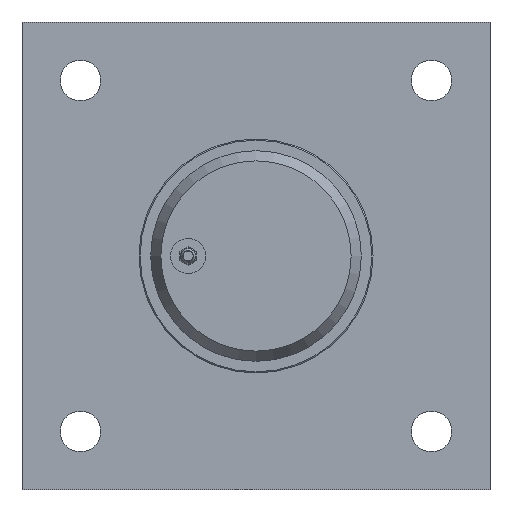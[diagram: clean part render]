
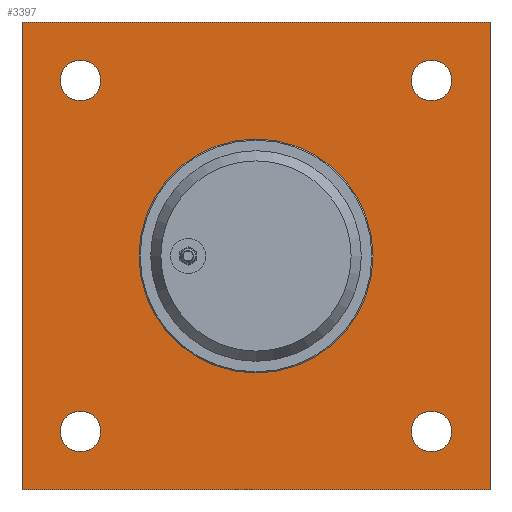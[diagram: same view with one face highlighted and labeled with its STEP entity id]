
A CAD part, left-side view. The second image highlights one B-rep face of the part: STEP entity #3397.
In plain terms, the highlighted planar face has unit normal (-1, 0, 0).
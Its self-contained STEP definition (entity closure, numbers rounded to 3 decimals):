
#63=FACE_BOUND('',#455,.T.);
#64=FACE_BOUND('',#456,.T.);
#65=FACE_BOUND('',#457,.T.);
#66=FACE_BOUND('',#458,.T.);
#67=FACE_BOUND('',#459,.T.);
#120=PLANE('',#3650);
#267=FACE_OUTER_BOUND('',#454,.T.);
#454=EDGE_LOOP('',(#2346,#2347,#2348,#2349));
#455=EDGE_LOOP('',(#2350));
#456=EDGE_LOOP('',(#2351));
#457=EDGE_LOOP('',(#2352));
#458=EDGE_LOOP('',(#2353));
#459=EDGE_LOOP('',(#2354));
#675=LINE('',#5435,#869);
#678=LINE('',#5440,#872);
#680=LINE('',#5444,#874);
#681=LINE('',#5446,#875);
#869=VECTOR('',#4197,10.);
#872=VECTOR('',#4202,10.);
#874=VECTOR('',#4206,10.);
#875=VECTOR('',#4209,10.);
#1082=CIRCLE('',#3627,50.);
#1092=CIRCLE('',#3639,8.647);
#1093=CIRCLE('',#3641,8.647);
#1094=CIRCLE('',#3643,8.647);
#1095=CIRCLE('',#3645,8.647);
#1357=VERTEX_POINT('',#5385);
#1371=VERTEX_POINT('',#5416);
#1372=VERTEX_POINT('',#5420);
#1373=VERTEX_POINT('',#5424);
#1374=VERTEX_POINT('',#5428);
#1375=VERTEX_POINT('',#5432);
#1376=VERTEX_POINT('',#5434);
#1377=VERTEX_POINT('',#5438);
#1378=VERTEX_POINT('',#5442);
#1733=EDGE_CURVE('',#1357,#1357,#1082,.T.);
#1748=EDGE_CURVE('',#1371,#1371,#1092,.T.);
#1750=EDGE_CURVE('',#1372,#1372,#1093,.T.);
#1752=EDGE_CURVE('',#1373,#1373,#1094,.T.);
#1754=EDGE_CURVE('',#1374,#1374,#1095,.T.);
#1756=EDGE_CURVE('',#1375,#1376,#675,.T.);
#1759=EDGE_CURVE('',#1377,#1375,#678,.T.);
#1761=EDGE_CURVE('',#1378,#1377,#680,.T.);
#1762=EDGE_CURVE('',#1376,#1378,#681,.T.);
#2346=ORIENTED_EDGE('',*,*,#1762,.F.);
#2347=ORIENTED_EDGE('',*,*,#1756,.F.);
#2348=ORIENTED_EDGE('',*,*,#1759,.F.);
#2349=ORIENTED_EDGE('',*,*,#1761,.F.);
#2350=ORIENTED_EDGE('',*,*,#1733,.T.);
#2351=ORIENTED_EDGE('',*,*,#1748,.T.);
#2352=ORIENTED_EDGE('',*,*,#1750,.T.);
#2353=ORIENTED_EDGE('',*,*,#1752,.T.);
#2354=ORIENTED_EDGE('',*,*,#1754,.T.);
#3397=ADVANCED_FACE('',(#267,#63,#64,#65,#66,#67),#120,.F.);
#3627=AXIS2_PLACEMENT_3D('',#5387,#4148,#4149);
#3639=AXIS2_PLACEMENT_3D('',#5418,#4177,#4178);
#3641=AXIS2_PLACEMENT_3D('',#5422,#4182,#4183);
#3643=AXIS2_PLACEMENT_3D('',#5426,#4187,#4188);
#3645=AXIS2_PLACEMENT_3D('',#5430,#4192,#4193);
#3650=AXIS2_PLACEMENT_3D('',#5447,#4210,#4211);
#4148=DIRECTION('center_axis',(1.,0.,0.));
#4149=DIRECTION('ref_axis',(0.,0.,1.));
#4177=DIRECTION('center_axis',(1.,0.,0.));
#4178=DIRECTION('ref_axis',(0.,0.,-1.));
#4182=DIRECTION('center_axis',(1.,0.,0.));
#4183=DIRECTION('ref_axis',(0.,0.,-1.));
#4187=DIRECTION('center_axis',(1.,0.,0.));
#4188=DIRECTION('ref_axis',(0.,0.,-1.));
#4192=DIRECTION('center_axis',(1.,0.,0.));
#4193=DIRECTION('ref_axis',(0.,0.,-1.));
#4197=DIRECTION('',(0.,-1.,0.));
#4202=DIRECTION('',(0.,0.,1.));
#4206=DIRECTION('',(0.,1.,0.));
#4209=DIRECTION('',(0.,0.,-1.));
#4210=DIRECTION('center_axis',(1.,0.,0.));
#4211=DIRECTION('ref_axis',(0.,0.,-1.));
#5385=CARTESIAN_POINT('',(-52.664,3.448,-50.));
#5387=CARTESIAN_POINT('Origin',(-52.664,3.448,0.));
#5416=CARTESIAN_POINT('',(-52.664,-71.552,83.647));
#5418=CARTESIAN_POINT('Origin',(-52.664,-71.552,75.));
#5420=CARTESIAN_POINT('',(-52.664,-71.552,-66.353));
#5422=CARTESIAN_POINT('Origin',(-52.664,-71.552,-75.));
#5424=CARTESIAN_POINT('',(-52.664,78.448,-66.353));
#5426=CARTESIAN_POINT('Origin',(-52.664,78.448,-75.));
#5428=CARTESIAN_POINT('',(-52.664,78.448,83.647));
#5430=CARTESIAN_POINT('Origin',(-52.664,78.448,75.));
#5432=CARTESIAN_POINT('',(-52.664,103.448,100.));
#5434=CARTESIAN_POINT('',(-52.664,-96.552,100.));
#5435=CARTESIAN_POINT('',(-52.664,103.448,100.));
#5438=CARTESIAN_POINT('',(-52.664,103.448,-100.));
#5440=CARTESIAN_POINT('',(-52.664,103.448,-100.));
#5442=CARTESIAN_POINT('',(-52.664,-96.552,-100.));
#5444=CARTESIAN_POINT('',(-52.664,-96.552,-100.));
#5446=CARTESIAN_POINT('',(-52.664,-96.552,100.));
#5447=CARTESIAN_POINT('Origin',(-52.664,3.448,0.));
